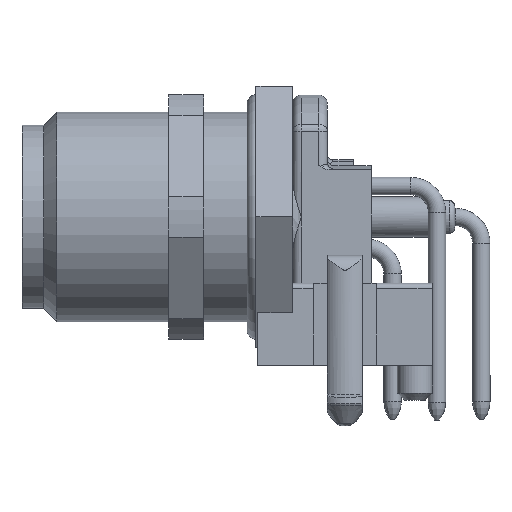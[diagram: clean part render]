
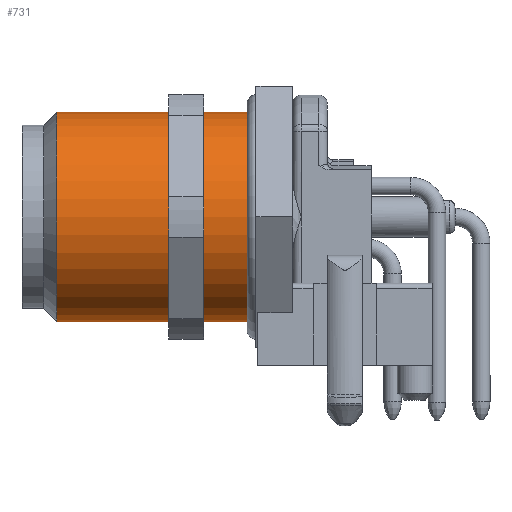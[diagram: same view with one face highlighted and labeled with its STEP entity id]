
A CAD part, left-side view. The second image highlights one B-rep face of the part: STEP entity #731.
In plain terms, the highlighted cylindrical face has radius 6 mm (diameter 12 mm), a full revolution.
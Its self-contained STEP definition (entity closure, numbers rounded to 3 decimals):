
#403=CYLINDRICAL_SURFACE('',#7114,6.);
#731=ADVANCED_FACE('',(#2446,#2447),#403,.T.);
#2446=FACE_BOUND('',#2833,.T.);
#2447=FACE_BOUND('',#2834,.T.);
#2833=EDGE_LOOP('',(#4479));
#2834=EDGE_LOOP('',(#4480));
#4479=ORIENTED_EDGE('',*,*,#6187,.F.);
#4480=ORIENTED_EDGE('',*,*,#6186,.T.);
#5300=VERTEX_POINT('',#12034);
#5301=VERTEX_POINT('',#12037);
#6186=EDGE_CURVE('',#5300,#5300,#6537,.T.);
#6187=EDGE_CURVE('',#5301,#5301,#6538,.T.);
#6537=CIRCLE('',#7111,6.);
#6538=CIRCLE('',#7113,6.);
#7111=AXIS2_PLACEMENT_3D('',#12033,#8738,#8739);
#7113=AXIS2_PLACEMENT_3D('',#12036,#8742,#8743);
#7114=AXIS2_PLACEMENT_3D('',#12038,#8744,#8745);
#8738=DIRECTION('',(0.,1.,0.));
#8739=DIRECTION('',(0.866,0.,0.5));
#8742=DIRECTION('',(0.,1.,0.));
#8743=DIRECTION('',(-0.5,0.,0.866));
#8744=DIRECTION('',(0.,-1.,0.));
#8745=DIRECTION('',(-0.5,0.,0.866));
#12033=CARTESIAN_POINT('',(4.75,3.6,7.6));
#12034=CARTESIAN_POINT('',(9.946,3.6,10.6));
#12036=CARTESIAN_POINT('',(4.75,15.5,7.6));
#12037=CARTESIAN_POINT('',(1.75,15.5,12.796));
#12038=CARTESIAN_POINT('',(4.75,10.8,7.6));
